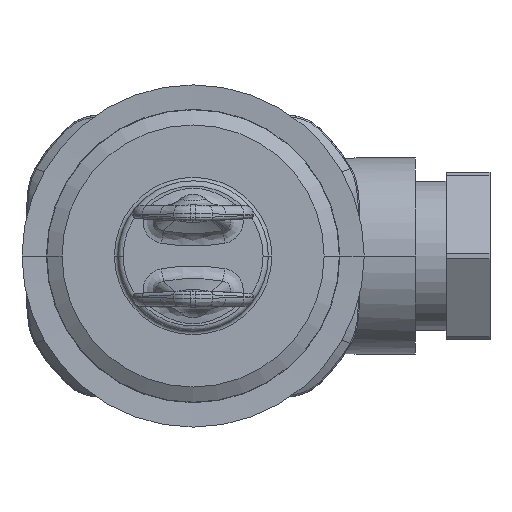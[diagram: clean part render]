
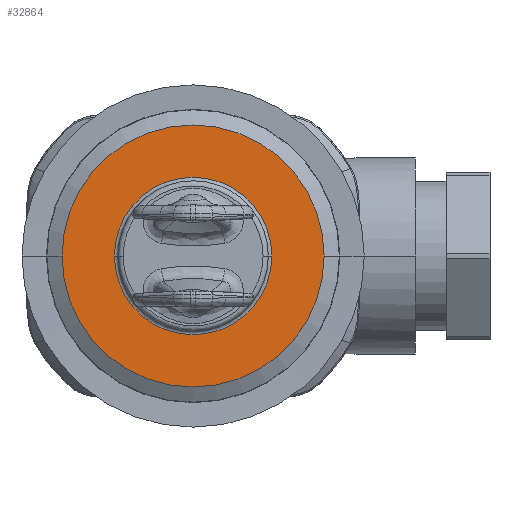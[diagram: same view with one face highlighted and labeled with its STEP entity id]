
A CAD part, front view. The second image highlights one B-rep face of the part: STEP entity #32864.
In plain terms, the highlighted planar face has unit normal (0, -1, 0).
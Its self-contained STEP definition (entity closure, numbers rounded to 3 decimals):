
#9099=CARTESIAN_POINT('',(0.,42.3,0.));
#9100=DIRECTION('',(0.,1.,0.));
#9101=DIRECTION('',(1.,0.,0.));
#9102=AXIS2_PLACEMENT_3D('',#9099,#9100,#9101);
#9104=CARTESIAN_POINT('',(0.,42.3,0.));
#9105=DIRECTION('',(0.,1.,0.));
#9106=DIRECTION('',(-1.,0.,0.));
#9107=AXIS2_PLACEMENT_3D('',#9104,#9105,#9106);
#9114=CARTESIAN_POINT('',(0.,42.3,0.));
#9115=DIRECTION('',(0.,1.,0.));
#9116=DIRECTION('',(1.,0.,0.));
#9117=AXIS2_PLACEMENT_3D('',#9114,#9115,#9116);
#9152=CARTESIAN_POINT('',(0.,42.3,0.));
#9153=DIRECTION('',(0.,1.,0.));
#9154=DIRECTION('',(-1.,0.,0.));
#9155=AXIS2_PLACEMENT_3D('',#9152,#9153,#9154);
#12856=CARTESIAN_POINT('',(-8.95,42.3,0.));
#12858=VERTEX_POINT('',#12856);
#12861=CARTESIAN_POINT('',(8.95,42.3,0.));
#12863=VERTEX_POINT('',#12861);
#12864=CARTESIAN_POINT('',(14.9,42.3,0.));
#12865=CARTESIAN_POINT('',(-14.9,42.3,0.));
#12866=VERTEX_POINT('',#12864);
#12867=VERTEX_POINT('',#12865);
#32849=CARTESIAN_POINT('',(0.,42.3,0.));
#32850=DIRECTION('',(0.,1.,0.));
#32851=DIRECTION('',(-1.,0.,0.));
#32852=AXIS2_PLACEMENT_3D('',#32849,#32850,#32851);
#32853=PLANE('',#32852);
#32854=ORIENTED_EDGE('',*,*,#32837,.T.);
#32855=ORIENTED_EDGE('',*,*,#32814,.T.);
#32856=EDGE_LOOP('',(#32854,#32855));
#32857=FACE_OUTER_BOUND('',#32856,.F.);
#32859=ORIENTED_EDGE('',*,*,#32858,.F.);
#32861=ORIENTED_EDGE('',*,*,#32860,.F.);
#32862=EDGE_LOOP('',(#32859,#32861));
#32863=FACE_BOUND('',#32862,.F.);
#32864=ADVANCED_FACE('',(#32857,#32863),#32853,.F.);
#9103=CIRCLE('',#9102,14.9);
#9108=CIRCLE('',#9107,14.9);
#9118=CIRCLE('',#9117,8.95);
#9156=CIRCLE('',#9155,8.95);
#32814=EDGE_CURVE('',#12867,#12866,#9108,.T.);
#32837=EDGE_CURVE('',#12866,#12867,#9103,.T.);
#32858=EDGE_CURVE('',#12863,#12858,#9118,.T.);
#32860=EDGE_CURVE('',#12858,#12863,#9156,.T.);
